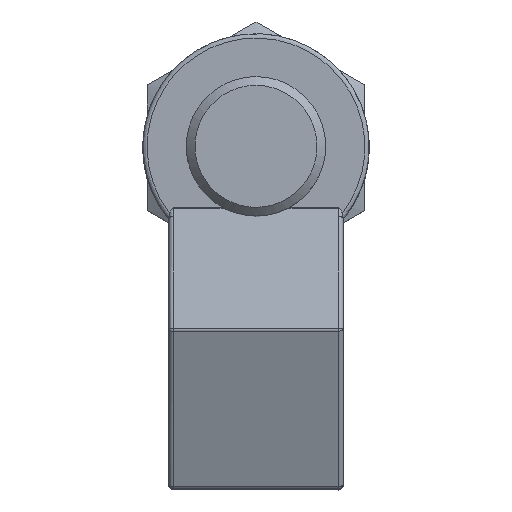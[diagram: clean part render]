
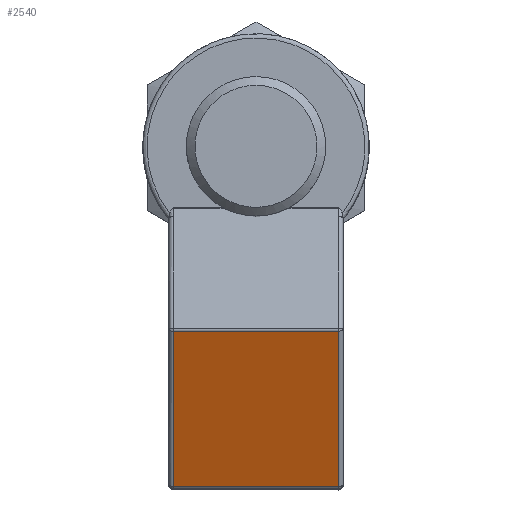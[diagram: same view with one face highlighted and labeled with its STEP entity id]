
A CAD part, top view. The second image highlights one B-rep face of the part: STEP entity #2540.
In plain terms, the highlighted free-form (B-spline) face has degree [1, 1] with [2, 2] control points.
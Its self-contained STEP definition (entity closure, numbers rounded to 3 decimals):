
#1899 = VERTEX_POINT('',#1900);
#1900 = CARTESIAN_POINT('',(-100.599,-62.386,
    160.173));
#1934 = VERTEX_POINT('',#1935);
#1935 = CARTESIAN_POINT('',(-51.929,-62.386,
    160.173));
#1985 = EDGE_CURVE('',#1934,#1899,#1986,.T.);
#1986 = B_SPLINE_CURVE_WITH_KNOTS('',1,(#1987,#1988),.UNSPECIFIED.,.F.,
  .F.,(2,2),(-1.9,1.9),.PIECEWISE_BEZIER_KNOTS.);
#1987 = CARTESIAN_POINT('',(-51.929,-62.386,
    160.173));
#1988 = CARTESIAN_POINT('',(-100.599,-62.386,
    160.173));
#2044 = VERTEX_POINT('',#2045);
#2045 = CARTESIAN_POINT('',(-100.599,-16.794,
    178.474));
#2093 = VERTEX_POINT('',#2094);
#2094 = CARTESIAN_POINT('',(-51.929,-16.794,
    178.474));
#2126 = EDGE_CURVE('',#2044,#2093,#2127,.T.);
#2127 = B_SPLINE_CURVE_WITH_KNOTS('',1,(#2128,#2129),.UNSPECIFIED.,.F.,
  .F.,(2,2),(-1.9,1.9),.PIECEWISE_BEZIER_KNOTS.);
#2128 = CARTESIAN_POINT('',(-100.599,-16.794,
    178.474));
#2129 = CARTESIAN_POINT('',(-51.929,-16.794,
    178.474));
#2150 = EDGE_CURVE('',#2093,#1934,#2151,.T.);
#2151 = B_SPLINE_CURVE_WITH_KNOTS('',1,(#2152,#2153),.UNSPECIFIED.,.F.,
  .F.,(2,2),(-2.524,1.312),.PIECEWISE_BEZIER_KNOTS.);
#2152 = CARTESIAN_POINT('',(-51.929,-16.794,
    178.474));
#2153 = CARTESIAN_POINT('',(-51.929,-62.386,
    160.173));
#2226 = EDGE_CURVE('',#1899,#2044,#2227,.T.);
#2227 = B_SPLINE_CURVE_WITH_KNOTS('',1,(#2228,#2229),.UNSPECIFIED.,.F.,
  .F.,(2,2),(-1.312,2.524),.PIECEWISE_BEZIER_KNOTS.);
#2228 = CARTESIAN_POINT('',(-100.599,-62.386,
    160.173));
#2229 = CARTESIAN_POINT('',(-100.599,-16.794,
    178.474));
#2540 = ADVANCED_FACE('',(#2541),#2547,.T.);
#2541 = FACE_BOUND('',#2542,.T.);
#2542 = EDGE_LOOP('',(#2543,#2544,#2545,#2546));
#2543 = ORIENTED_EDGE('',*,*,#2126,.F.);
#2544 = ORIENTED_EDGE('',*,*,#2226,.F.);
#2545 = ORIENTED_EDGE('',*,*,#1985,.F.);
#2546 = ORIENTED_EDGE('',*,*,#2150,.F.);
#2547 = B_SPLINE_SURFACE_WITH_KNOTS('',1,1,(
    (#2548,#2549)
    ,(#2550,#2551
    )),.UNSPECIFIED.,.F.,.F.,.F.,(2,2),(2,2),(0.118,
    3.956),(-1.901,1.901),.PIECEWISE_BEZIER_KNOTS.);
#2548 = CARTESIAN_POINT('',(-51.916,-62.398,
    160.169));
#2549 = CARTESIAN_POINT('',(-100.612,-62.398,
    160.169));
#2550 = CARTESIAN_POINT('',(-51.916,-16.782,
    178.478));
#2551 = CARTESIAN_POINT('',(-100.612,-16.782,
    178.478));
